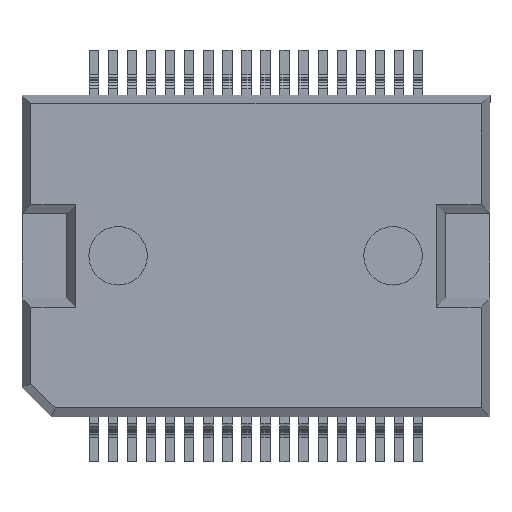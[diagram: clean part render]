
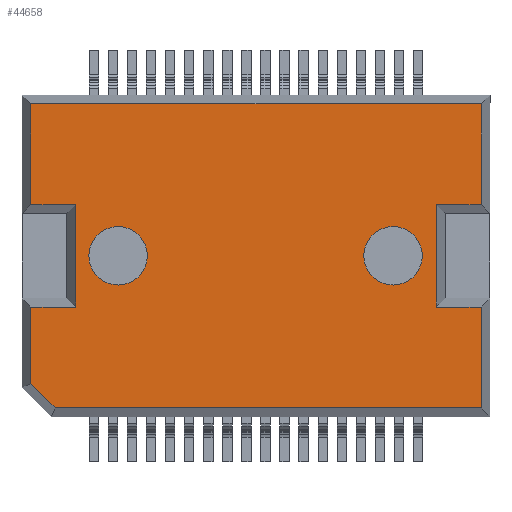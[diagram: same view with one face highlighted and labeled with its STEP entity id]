
A CAD part, top view. The second image highlights one B-rep face of the part: STEP entity #44658.
In plain terms, the highlighted planar face has unit normal (0, 0, 1).
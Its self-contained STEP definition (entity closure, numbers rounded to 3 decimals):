
#531 = LINE ( 'NONE', #39377, #15256 ) ;
#1516 = VERTEX_POINT ( 'NONE', #12086 ) ;
#1682 = FACE_BOUND ( 'NONE', #32496, .T. ) ;
#1886 = ORIENTED_EDGE ( 'NONE', *, *, #35713, .T. ) ;
#2040 = DIRECTION ( 'NONE',  ( 1., 0., 0. ) ) ;
#2124 = EDGE_CURVE ( 'NONE', #42028, #3116, #34034, .T. ) ;
#2600 = CIRCLE ( 'NONE', #13540, 1. ) ;
#2828 = DIRECTION ( 'NONE',  ( 0., -1., 0. ) ) ;
#2832 = DIRECTION ( 'NONE',  ( 1., 0., 0. ) ) ;
#3111 = AXIS2_PLACEMENT_3D ( 'NONE', #11683, #36948, #15280 ) ;
#3116 = VERTEX_POINT ( 'NONE', #30162 ) ;
#3286 = DIRECTION ( 'NONE',  ( 0., 0., -1. ) ) ;
#3719 = EDGE_CURVE ( 'NONE', #21618, #36255, #34534, .T. ) ;
#3727 = EDGE_CURVE ( 'NONE', #46919, #1516, #23742, .T. ) ;
#3754 = CARTESIAN_POINT ( 'NONE',  ( 13.415, 12., 3.6 ) ) ;
#4138 = CARTESIAN_POINT ( 'NONE',  ( 13.415, 12.3, 3.6 ) ) ;
#4183 = CARTESIAN_POINT ( 'NONE',  ( 13.415, 8.55, 3.6 ) ) ;
#4247 = CARTESIAN_POINT ( 'NONE',  ( -1.985, 5.05, 3.6 ) ) ;
#4990 = DIRECTION ( 'NONE',  ( -1., 0., 0. ) ) ;
#5061 = CARTESIAN_POINT ( 'NONE',  ( -0.45, 12.3, 3.6 ) ) ;
#5312 = VECTOR ( 'NONE', #29444, 1000. ) ;
#5350 = CARTESIAN_POINT ( 'NONE',  ( 13.415, 5.05, 3.6 ) ) ;
#6239 = LINE ( 'NONE', #28103, #15859 ) ;
#6301 = VECTOR ( 'NONE', #25887, 1000. ) ;
#6432 = CARTESIAN_POINT ( 'NONE',  ( -1.985, 12.3, 3.6 ) ) ;
#6596 = ORIENTED_EDGE ( 'NONE', *, *, #2124, .T. ) ;
#6861 = CARTESIAN_POINT ( 'NONE',  ( -2.285, 5.05, 3.6 ) ) ;
#7152 = VECTOR ( 'NONE', #36071, 1000. ) ;
#7649 = CARTESIAN_POINT ( 'NONE',  ( 0., 6.8, 3.6 ) ) ;
#7769 = VECTOR ( 'NONE', #28521, 1000. ) ;
#8037 = VERTEX_POINT ( 'NONE', #4247 ) ;
#8463 = CARTESIAN_POINT ( 'NONE',  ( -1.985, 12., 3.6 ) ) ;
#9979 = VECTOR ( 'NONE', #16398, 1000. ) ;
#10118 = CARTESIAN_POINT ( 'NONE',  ( -1.985, 12.3, 3.6 ) ) ;
#10605 = VECTOR ( 'NONE', #13581, 1000. ) ;
#10881 = EDGE_CURVE ( 'NONE', #18086, #46919, #38853, .T. ) ;
#11683 = CARTESIAN_POINT ( 'NONE',  ( 10.4, 6.8, 3.6 ) ) ;
#11771 = LINE ( 'NONE', #10118, #10605 ) ;
#12021 = VECTOR ( 'NONE', #4990, 1000. ) ;
#12030 = VERTEX_POINT ( 'NONE', #7649 ) ;
#12086 = CARTESIAN_POINT ( 'NONE',  ( 13.415, 1.6, 3.6 ) ) ;
#12305 = CARTESIAN_POINT ( 'NONE',  ( -1.985, 8.55, 3.6 ) ) ;
#12387 = CARTESIAN_POINT ( 'NONE',  ( -2.285, 1.6, 3.6 ) ) ;
#12800 = CARTESIAN_POINT ( 'NONE',  ( -1.985, 2.429, 3.6 ) ) ;
#13167 = CARTESIAN_POINT ( 'NONE',  ( 2., 6.8, 3.6 ) ) ;
#13540 = AXIS2_PLACEMENT_3D ( 'NONE', #35738, #14059, #39436 ) ;
#13581 = DIRECTION ( 'NONE',  ( 0., -1., 0. ) ) ;
#14059 = DIRECTION ( 'NONE',  ( 0., 0., -1. ) ) ;
#14154 = VECTOR ( 'NONE', #23092, 1000. ) ;
#14268 = VERTEX_POINT ( 'NONE', #3754 ) ;
#14382 = LINE ( 'NONE', #26039, #23972 ) ;
#15160 = LINE ( 'NONE', #6432, #22511 ) ;
#15256 = VECTOR ( 'NONE', #42957, 1000. ) ;
#15280 = DIRECTION ( 'NONE',  ( 1., 0., 0. ) ) ;
#15847 = VERTEX_POINT ( 'NONE', #20017 ) ;
#15859 = VECTOR ( 'NONE', #2832, 1000. ) ;
#16398 = DIRECTION ( 'NONE',  ( 0.707, -0.707, 0. ) ) ;
#16800 = CARTESIAN_POINT ( 'NONE',  ( 11.4, 6.8, 3.6 ) ) ;
#16865 = CARTESIAN_POINT ( 'NONE',  ( 11.88, 5.05, 3.6 ) ) ;
#17004 = EDGE_CURVE ( 'NONE', #30438, #12030, #2600, .T. ) ;
#17143 = AXIS2_PLACEMENT_3D ( 'NONE', #19074, #44394, #22694 ) ;
#18015 = ORIENTED_EDGE ( 'NONE', *, *, #3719, .T. ) ;
#18086 = VERTEX_POINT ( 'NONE', #46771 ) ;
#18171 = ORIENTED_EDGE ( 'NONE', *, *, #10881, .T. ) ;
#18630 = ORIENTED_EDGE ( 'NONE', *, *, #29339, .T. ) ;
#19074 = CARTESIAN_POINT ( 'NONE',  ( -2.285, 12.3, 3.6 ) ) ;
#19128 = ORIENTED_EDGE ( 'NONE', *, *, #46302, .T. ) ;
#20017 = CARTESIAN_POINT ( 'NONE',  ( 9.4, 6.8, 3.6 ) ) ;
#20420 = AXIS2_PLACEMENT_3D ( 'NONE', #24908, #3286, #28578 ) ;
#20569 = EDGE_LOOP ( 'NONE', ( #36173, #23851 ) ) ;
#21158 = EDGE_CURVE ( 'NONE', #22365, #14268, #33069, .T. ) ;
#21618 = VERTEX_POINT ( 'NONE', #28588 ) ;
#22264 = CARTESIAN_POINT ( 'NONE',  ( 11.88, 12.3, 3.6 ) ) ;
#22365 = VERTEX_POINT ( 'NONE', #4183 ) ;
#22511 = VECTOR ( 'NONE', #2828, 1000. ) ;
#22694 = DIRECTION ( 'NONE',  ( 1., 0., 0. ) ) ;
#22711 = LINE ( 'NONE', #30339, #12021 ) ;
#22966 = VERTEX_POINT ( 'NONE', #5350 ) ;
#23092 = DIRECTION ( 'NONE',  ( 1., 0., 0. ) ) ;
#23639 = DIRECTION ( 'NONE',  ( 0., 0., -1. ) ) ;
#23742 = LINE ( 'NONE', #12387, #14154 ) ;
#23851 = ORIENTED_EDGE ( 'NONE', *, *, #26550, .T. ) ;
#23972 = VECTOR ( 'NONE', #40500, 1000. ) ;
#24057 = VERTEX_POINT ( 'NONE', #8463 ) ;
#24867 = EDGE_CURVE ( 'NONE', #8037, #18086, #11771, .T. ) ;
#24908 = CARTESIAN_POINT ( 'NONE',  ( 1., 6.8, 3.6 ) ) ;
#25581 = ORIENTED_EDGE ( 'NONE', *, *, #3727, .T. ) ;
#25887 = DIRECTION ( 'NONE',  ( 0., 1., 0. ) ) ;
#26039 = CARTESIAN_POINT ( 'NONE',  ( 13.415, 12.3, 3.6 ) ) ;
#26387 = LINE ( 'NONE', #32450, #7152 ) ;
#26550 = EDGE_CURVE ( 'NONE', #15847, #40792, #37367, .T. ) ;
#26654 = ORIENTED_EDGE ( 'NONE', *, *, #21158, .T. ) ;
#27814 = CIRCLE ( 'NONE', #34139, 1. ) ;
#28103 = CARTESIAN_POINT ( 'NONE',  ( -2.285, 8.55, 3.6 ) ) ;
#28521 = DIRECTION ( 'NONE',  ( -1., 0., 0. ) ) ;
#28578 = DIRECTION ( 'NONE',  ( 1., 0., 0. ) ) ;
#28588 = CARTESIAN_POINT ( 'NONE',  ( -0.45, 8.55, 3.6 ) ) ;
#29339 = EDGE_CURVE ( 'NONE', #24057, #44798, #15160, .T. ) ;
#29444 = DIRECTION ( 'NONE',  ( 0., 1., 0. ) ) ;
#29857 = PLANE ( 'NONE',  #17143 ) ;
#30162 = CARTESIAN_POINT ( 'NONE',  ( 11.88, 8.55, 3.6 ) ) ;
#30339 = CARTESIAN_POINT ( 'NONE',  ( -2.285, 12., 3.6 ) ) ;
#30438 = VERTEX_POINT ( 'NONE', #13167 ) ;
#30565 = FACE_OUTER_BOUND ( 'NONE', #42335, .T. ) ;
#31068 = ORIENTED_EDGE ( 'NONE', *, *, #40070, .T. ) ;
#31923 = EDGE_CURVE ( 'NONE', #44798, #21618, #26387, .T. ) ;
#32403 = EDGE_CURVE ( 'NONE', #12030, #30438, #34256, .T. ) ;
#32450 = CARTESIAN_POINT ( 'NONE',  ( -2.285, 8.55, 3.6 ) ) ;
#32496 = EDGE_LOOP ( 'NONE', ( #35805, #44961 ) ) ;
#33069 = LINE ( 'NONE', #4138, #5312 ) ;
#33764 = EDGE_CURVE ( 'NONE', #40792, #15847, #27814, .T. ) ;
#34017 = DIRECTION ( 'NONE',  ( 0., -1., 0. ) ) ;
#34034 = LINE ( 'NONE', #22264, #6301 ) ;
#34139 = AXIS2_PLACEMENT_3D ( 'NONE', #45401, #23639, #2040 ) ;
#34256 = CIRCLE ( 'NONE', #20420, 1. ) ;
#34534 = LINE ( 'NONE', #5061, #43033 ) ;
#35572 = ORIENTED_EDGE ( 'NONE', *, *, #24867, .T. ) ;
#35713 = EDGE_CURVE ( 'NONE', #3116, #22365, #6239, .T. ) ;
#35738 = CARTESIAN_POINT ( 'NONE',  ( 1., 6.8, 3.6 ) ) ;
#35805 = ORIENTED_EDGE ( 'NONE', *, *, #17004, .T. ) ;
#36071 = DIRECTION ( 'NONE',  ( 1., 0., 0. ) ) ;
#36173 = ORIENTED_EDGE ( 'NONE', *, *, #33764, .T. ) ;
#36255 = VERTEX_POINT ( 'NONE', #45831 ) ;
#36948 = DIRECTION ( 'NONE',  ( 0., 0., -1. ) ) ;
#37367 = CIRCLE ( 'NONE', #3111, 1. ) ;
#38853 = LINE ( 'NONE', #12800, #9979 ) ;
#39068 = EDGE_CURVE ( 'NONE', #1516, #22966, #14382, .T. ) ;
#39377 = CARTESIAN_POINT ( 'NONE',  ( -2.285, 5.05, 3.6 ) ) ;
#39436 = DIRECTION ( 'NONE',  ( 1., 0., 0. ) ) ;
#40070 = EDGE_CURVE ( 'NONE', #14268, #24057, #22711, .T. ) ;
#40233 = FACE_BOUND ( 'NONE', #20569, .T. ) ;
#40500 = DIRECTION ( 'NONE',  ( 0., 1., 0. ) ) ;
#40719 = CARTESIAN_POINT ( 'NONE',  ( -1.156, 1.6, 3.6 ) ) ;
#40792 = VERTEX_POINT ( 'NONE', #16800 ) ;
#42028 = VERTEX_POINT ( 'NONE', #16865 ) ;
#42335 = EDGE_LOOP ( 'NONE', ( #46632, #6596, #1886, #26654, #31068, #18630, #46238, #18015, #19128, #35572, #18171, #25581, #44354 ) ) ;
#42957 = DIRECTION ( 'NONE',  ( -1., 0., 0. ) ) ;
#43033 = VECTOR ( 'NONE', #34017, 1000. ) ;
#44354 = ORIENTED_EDGE ( 'NONE', *, *, #39068, .T. ) ;
#44394 = DIRECTION ( 'NONE',  ( 0., 0., 1. ) ) ;
#44405 = EDGE_CURVE ( 'NONE', #22966, #42028, #531, .T. ) ;
#44658 = ADVANCED_FACE ( 'NONE', ( #40233, #1682, #30565 ), #29857, .T. ) ;
#44798 = VERTEX_POINT ( 'NONE', #12305 ) ;
#44961 = ORIENTED_EDGE ( 'NONE', *, *, #32403, .T. ) ;
#45153 = LINE ( 'NONE', #6861, #7769 ) ;
#45401 = CARTESIAN_POINT ( 'NONE',  ( 10.4, 6.8, 3.6 ) ) ;
#45831 = CARTESIAN_POINT ( 'NONE',  ( -0.45, 5.05, 3.6 ) ) ;
#46238 = ORIENTED_EDGE ( 'NONE', *, *, #31923, .T. ) ;
#46302 = EDGE_CURVE ( 'NONE', #36255, #8037, #45153, .T. ) ;
#46632 = ORIENTED_EDGE ( 'NONE', *, *, #44405, .T. ) ;
#46771 = CARTESIAN_POINT ( 'NONE',  ( -1.985, 2.429, 3.6 ) ) ;
#46919 = VERTEX_POINT ( 'NONE', #40719 ) ;
